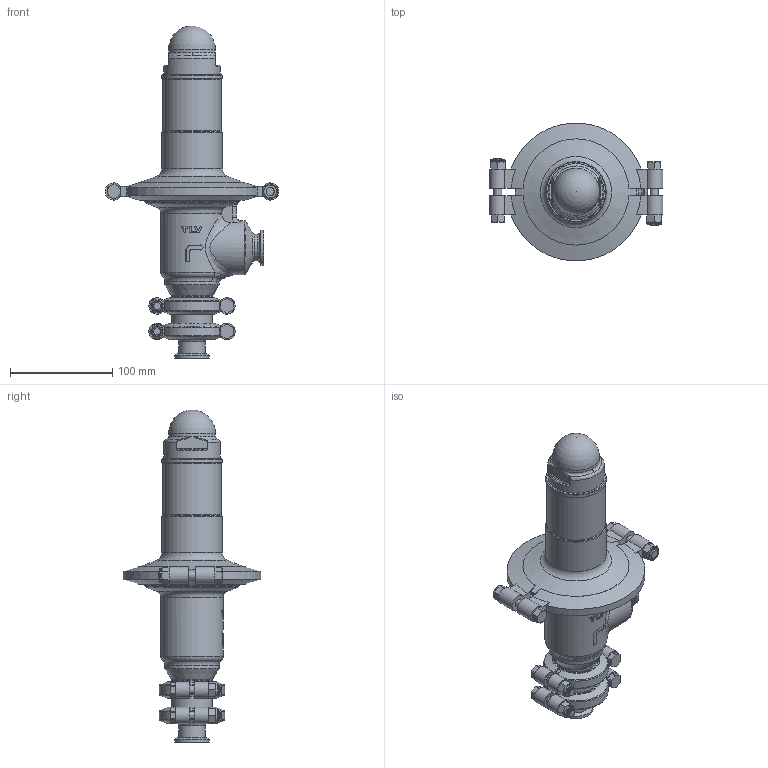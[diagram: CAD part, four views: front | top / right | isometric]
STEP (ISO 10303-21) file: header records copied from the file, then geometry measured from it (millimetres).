
FILE_DESCRIPTION(/* description */ (''),/* implementation_level */ '2;1');
FILE_NAME(/* name */ 'dr800-020-iso00-00.stp',/* time_stamp */ '2023-08-08T13:06:39+09:00',/* author */ ('nakaot'),/* organization */ (''),/* preprocessor_version */ 'ST-DEVELOPER v18.1',/* originating_system */ 'Autodesk Inventor 2022',/* authorisation */ '');
FILE_SCHEMA (('AUTOMOTIVE_DESIGN { 1 0 10303 214 3 1 1 }'));
Length unit declared in the file: millimetre
Products named in the file (1): 20_DR8_SYM_ISO
Bounding box: 169.94 x 134.55 x 325 mm (x, y, z)
Volume: 1062104.9 mm3; surface area: 155567.6 mm2
Topology: 3 solids, 17 shells, 799 faces, 1890 edges, 1138 vertices
Faces by surface type: plane 226, cylinder 213, cone 130, torus 102, bspline 79, sphere 49
Full cylindrical faces by diameter (mm): 3 x1, 6 x12, 7 x28, 8 x4, 9 x8, 9.436 x4, 12.491 x2, 13 x4, 14 x2, 19.3 x2, 26 x1, 26.02 x1, 34 x2, 34.5 x2, 40 x2, 46 x1, 50.5 x2, 53 x2, 55 x1, 57 x1, 59 x2
Entity records: 31151 total; most frequent: CARTESIAN_POINT 12423, DIRECTION 3823, ORIENTED_EDGE 3770, EDGE_CURVE 1885, AXIS2_PLACEMENT_3D 1593, VERTEX_POINT 1138, EDGE_LOOP 851, CIRCLE 828
